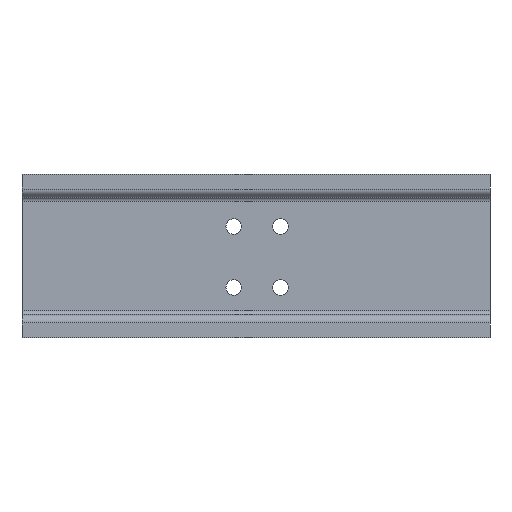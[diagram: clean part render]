
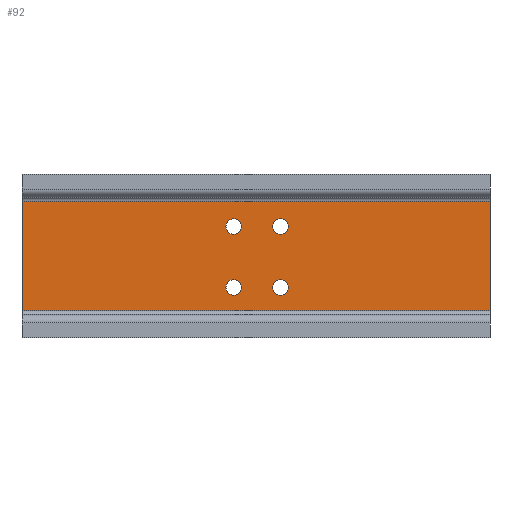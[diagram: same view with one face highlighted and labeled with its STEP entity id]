
A CAD part, left-side view. The second image highlights one B-rep face of the part: STEP entity #92.
In plain terms, the highlighted planar face has unit normal (-1, 0, 0).
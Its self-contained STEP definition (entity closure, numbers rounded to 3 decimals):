
#34=FACE_BOUND('',#152,.T.);
#35=FACE_BOUND('',#153,.T.);
#36=FACE_BOUND('',#154,.T.);
#37=FACE_BOUND('',#155,.T.);
#38=FACE_BOUND('',#156,.T.);
#68=CIRCLE('',#535,1.65);
#69=CIRCLE('',#536,1.65);
#70=CIRCLE('',#537,1.65);
#71=CIRCLE('',#538,1.65);
#92=ADVANCED_FACE('',(#34,#35,#36,#37,#38),#116,.F.);
#116=PLANE('',#539);
#152=EDGE_LOOP('',(#202,#203,#204,#205));
#153=EDGE_LOOP('',(#206));
#154=EDGE_LOOP('',(#207));
#155=EDGE_LOOP('',(#208));
#156=EDGE_LOOP('',(#209));
#202=ORIENTED_EDGE('',*,*,#383,.T.);
#203=ORIENTED_EDGE('',*,*,#384,.F.);
#204=ORIENTED_EDGE('',*,*,#385,.F.);
#205=ORIENTED_EDGE('',*,*,#381,.T.);
#206=ORIENTED_EDGE('',*,*,#386,.T.);
#207=ORIENTED_EDGE('',*,*,#387,.T.);
#208=ORIENTED_EDGE('',*,*,#388,.T.);
#209=ORIENTED_EDGE('',*,*,#389,.T.);
#330=VERTEX_POINT('',#746);
#331=VERTEX_POINT('',#748);
#332=VERTEX_POINT('',#752);
#333=VERTEX_POINT('',#754);
#334=VERTEX_POINT('',#757);
#335=VERTEX_POINT('',#759);
#336=VERTEX_POINT('',#761);
#337=VERTEX_POINT('',#763);
#381=EDGE_CURVE('',#331,#330,#446,.T.);
#383=EDGE_CURVE('',#330,#332,#447,.T.);
#384=EDGE_CURVE('',#333,#332,#448,.T.);
#385=EDGE_CURVE('',#331,#333,#449,.T.);
#386=EDGE_CURVE('',#334,#334,#68,.T.);
#387=EDGE_CURVE('',#335,#335,#69,.T.);
#388=EDGE_CURVE('',#336,#336,#70,.T.);
#389=EDGE_CURVE('',#337,#337,#71,.T.);
#446=LINE('',#747,#490);
#447=LINE('',#751,#491);
#448=LINE('',#753,#492);
#449=LINE('',#755,#493);
#490=VECTOR('',#599,1.);
#491=VECTOR('',#604,1.);
#492=VECTOR('',#605,1.);
#493=VECTOR('',#606,1.);
#535=AXIS2_PLACEMENT_3D('',#756,#607,#608);
#536=AXIS2_PLACEMENT_3D('',#758,#609,#610);
#537=AXIS2_PLACEMENT_3D('',#760,#611,#612);
#538=AXIS2_PLACEMENT_3D('',#762,#613,#614);
#539=AXIS2_PLACEMENT_3D('',#764,#615,#616);
#599=DIRECTION('',(0.,-1.,0.));
#604=DIRECTION('',(0.,0.,1.));
#605=DIRECTION('',(0.,-1.,0.));
#606=DIRECTION('',(0.,0.,1.));
#607=DIRECTION('',(1.,0.,0.));
#608=DIRECTION('',(0.,0.,-1.));
#609=DIRECTION('',(1.,0.,0.));
#610=DIRECTION('',(0.,0.,-1.));
#611=DIRECTION('',(1.,0.,0.));
#612=DIRECTION('',(0.,0.,-1.));
#613=DIRECTION('',(1.,0.,0.));
#614=DIRECTION('',(0.,0.,-1.));
#615=DIRECTION('',(1.,0.,0.));
#616=DIRECTION('',(0.,0.,-1.));
#746=CARTESIAN_POINT('',(6.5,0.,5.8));
#747=CARTESIAN_POINT('',(6.5,100.,5.8));
#748=CARTESIAN_POINT('',(6.5,100.,5.8));
#751=CARTESIAN_POINT('',(6.5,0.,5.8));
#752=CARTESIAN_POINT('',(6.5,0.,29.2));
#753=CARTESIAN_POINT('',(6.5,100.,29.2));
#754=CARTESIAN_POINT('',(6.5,100.,29.2));
#755=CARTESIAN_POINT('',(6.5,100.,5.8));
#756=CARTESIAN_POINT('',(6.5,44.761,10.787));
#757=CARTESIAN_POINT('',(6.5,44.761,9.137));
#758=CARTESIAN_POINT('',(6.5,44.761,23.787));
#759=CARTESIAN_POINT('',(6.5,44.761,22.137));
#760=CARTESIAN_POINT('',(6.5,54.761,10.787));
#761=CARTESIAN_POINT('',(6.5,54.761,9.137));
#762=CARTESIAN_POINT('',(6.5,54.761,23.787));
#763=CARTESIAN_POINT('',(6.5,54.761,22.137));
#764=CARTESIAN_POINT('',(6.5,100.,5.8));
